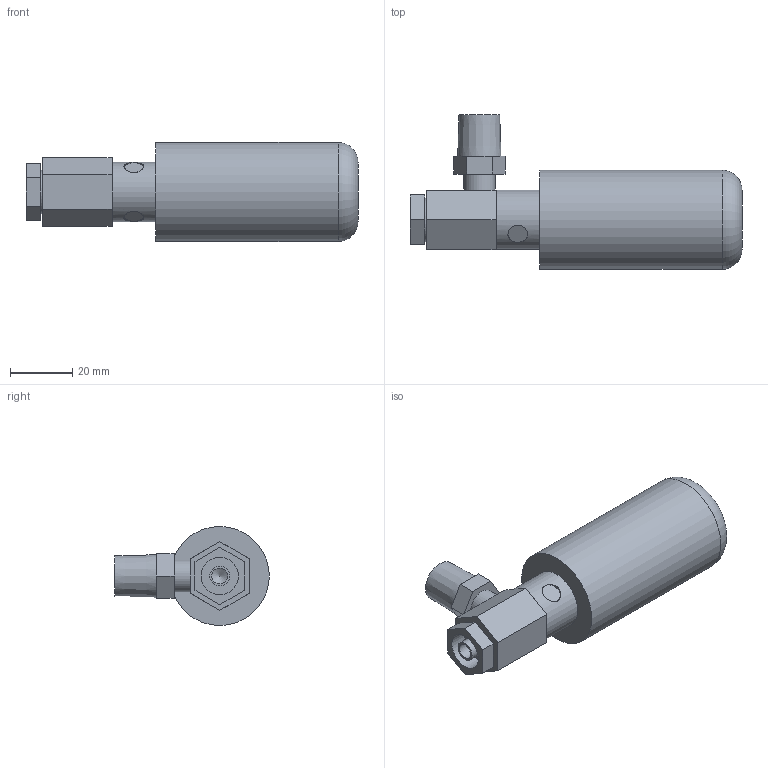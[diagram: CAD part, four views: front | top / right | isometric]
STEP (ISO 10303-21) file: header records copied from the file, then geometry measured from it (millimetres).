
FILE_DESCRIPTION(/* description */ (''),/* implementation_level */ '2;1');
FILE_NAME(/* name */ '3708-DIM.stp',/* time_stamp */ '2017-11-02T10:29:07-04:00',/* author */ ('Adam Laub'),/* organization */ (''),/* preprocessor_version */ 'ST-DEVELOPER v16.13',/* originating_system */ 'Autodesk Inventor 2018',/* authorisation */ '');
FILE_SCHEMA (('AUTOMOTIVE_DESIGN { 1 0 10303 214 3 1 1 }'));
Length unit declared in the file: inch
Products named in the file (1): 3708-DIM
Bounding box: 106.36 x 49.53 x 31.75 mm (x, y, z)
Volume: 64229.1 mm3; surface area: 12858 mm2
Topology: 1 solids, 1 shells, 50 faces, 108 edges, 70 vertices
Faces by surface type: plane 36, cylinder 10, cone 3, torus 1
Full cylindrical faces by diameter (mm): 5.08 x1, 6.35 x4, 10.16 x1, 11.938 x1, 13.97 x1, 19.05 x1, 31.75 x1
Entity records: 1347 total; most frequent: CARTESIAN_POINT 277, DIRECTION 214, ORIENTED_EDGE 180, EDGE_CURVE 90, AXIS2_PLACEMENT_3D 77, EDGE_LOOP 74, VERTEX_POINT 66, LINE 60
